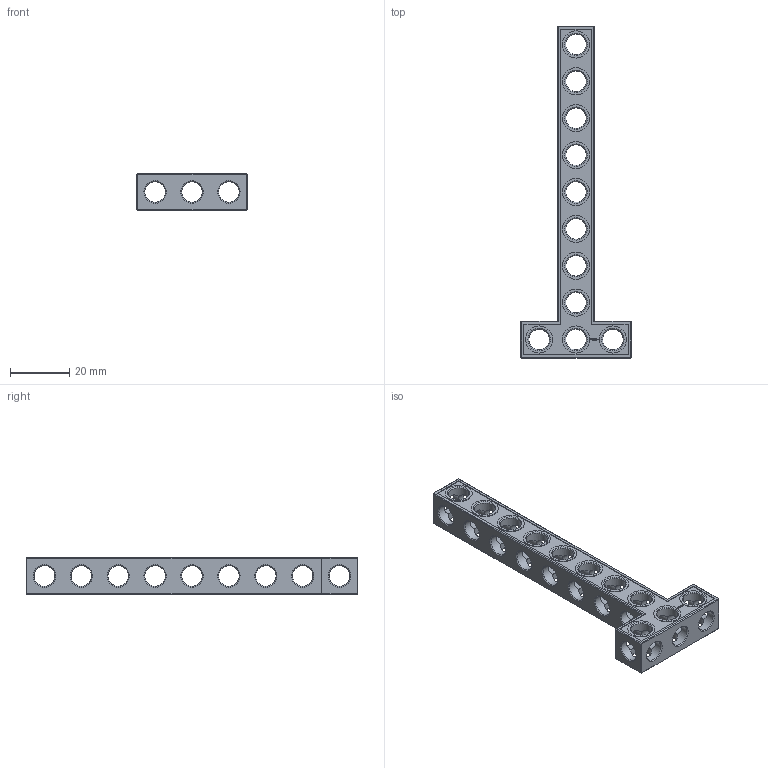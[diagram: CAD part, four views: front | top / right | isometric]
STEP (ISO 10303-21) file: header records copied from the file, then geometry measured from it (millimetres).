
FILE_DESCRIPTION(('FreeCAD Model'),'2;1');
FILE_NAME('Open CASCADE Shape Model','2021-08-07T21:15:05',( 'Paulo Kiefe'),('STEMFIE.org'),'Open CASCADE STEP processor 7.4', 'FreeCAD','Unknown');
FILE_SCHEMA(('AUTOMOTIVE_DESIGN { 1 0 10303 214 1 1 1 1 }'));
Length unit declared in the file: millimetre
Products named in the file (1): Beam_TSH_SYM_ESS_BU03x09x01_-_SPN-BEM-1007_(stemfie.org)
Bounding box: 37.5 x 112.5 x 12.5 mm (x, y, z)
Volume: 10735.8 mm3; surface area: 9746.6 mm2
Topology: 1 solids, 1 shells, 623 faces, 1824 edges, 1203 vertices
Faces by surface type: plane 384, extrusion 126, cylinder 67, cone 46
Full cylindrical faces by diameter (mm): 7 x56, 9.2 x11
Entity records: 53178 total; most frequent: CARTESIAN_POINT 14014, DIRECTION 5800, VECTOR 4051, LINE 3925, ORIENTED_EDGE 3648, PCURVE 3648, DEFINITIONAL_REPRESENTATION 3648, EDGE_CURVE 1824
